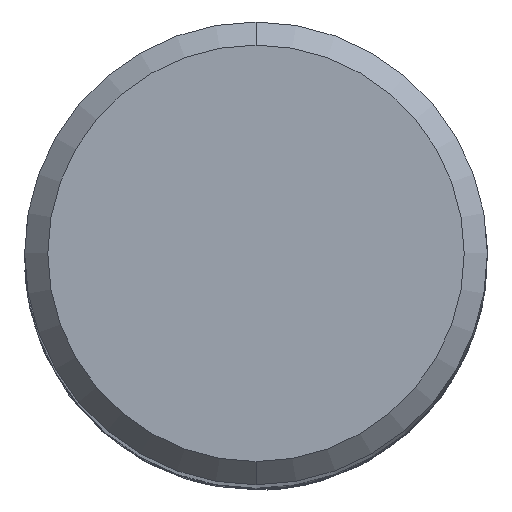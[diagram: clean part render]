
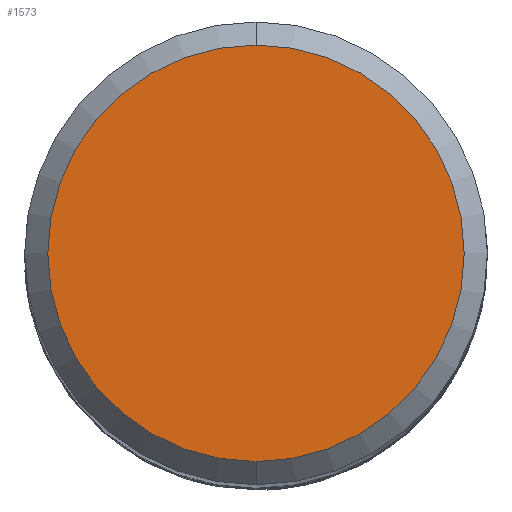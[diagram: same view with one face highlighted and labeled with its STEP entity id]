
A CAD part, top view. The second image highlights one B-rep face of the part: STEP entity #1573.
In plain terms, the highlighted planar face has unit normal (0, 0, 1).
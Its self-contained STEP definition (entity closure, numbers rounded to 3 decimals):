
#1045=VERTEX_POINT('',#2234);
#1407=EDGE_CURVE('',#1675,#1045,#2632,.T.);
#1573=ADVANCED_FACE('',(#2817),#2818,.T.);
#1665=EDGE_CURVE('',#1045,#1675,#2914,.T.);
#1675=VERTEX_POINT('',#2924);
#2234=CARTESIAN_POINT('',(0.0,5.4,0.0));
#2632=CIRCLE('',#12743,5.4);
#2817=FACE_OUTER_BOUND('',#15319,.T.);
#2818=PLANE('',#15320);
#2914=CIRCLE('',#15980,5.4);
#2924=CARTESIAN_POINT('',(0.,-5.4,0.0));
#12743=AXIS2_PLACEMENT_3D('',#17793,#17794,#17795);
#15319=EDGE_LOOP('',(#18004,#18005));
#15320=AXIS2_PLACEMENT_3D('',#18006,#18007,#18008);
#15980=AXIS2_PLACEMENT_3D('',#18070,#18071,#18072);
#17793=CARTESIAN_POINT('',(0.0,0.0,0.0));
#17794=DIRECTION('',(0.0,0.0,-1.0));
#17795=DIRECTION('',(0.0,1.0,0.0));
#18004=ORIENTED_EDGE('',*,*,#1665,.F.);
#18005=ORIENTED_EDGE('',*,*,#1407,.F.);
#18006=CARTESIAN_POINT('',(0.0,2.7,0.0));
#18007=DIRECTION('',(-0.0,0.0,1.0));
#18008=DIRECTION('',(0.0,-1.0,0.0));
#18070=CARTESIAN_POINT('',(0.0,0.0,0.0));
#18071=DIRECTION('',(0.0,0.0,-1.0));
#18072=DIRECTION('',(0.0,1.0,0.0));
